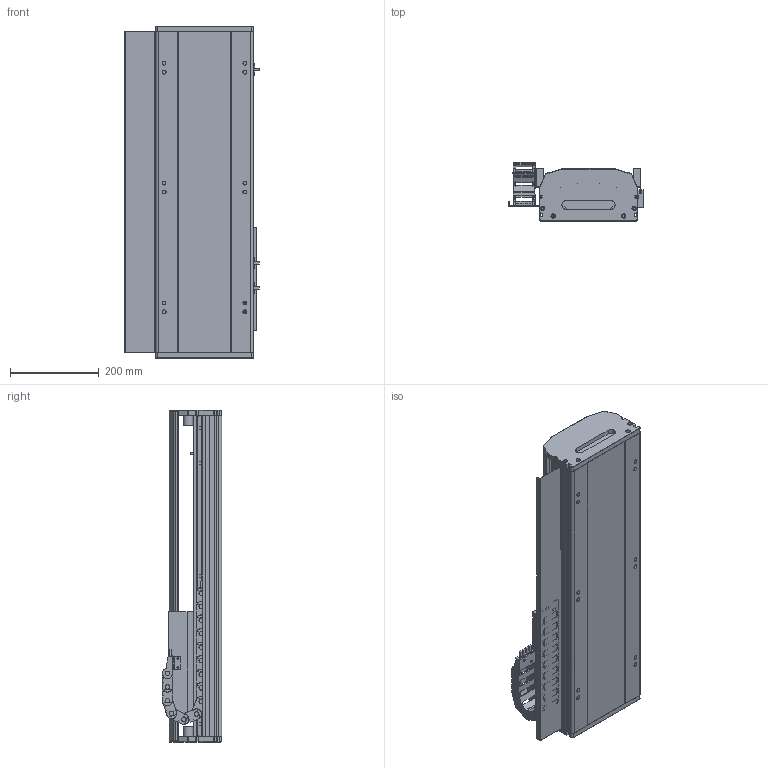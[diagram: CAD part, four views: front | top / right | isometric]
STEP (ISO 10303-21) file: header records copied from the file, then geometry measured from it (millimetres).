
FILE_DESCRIPTION (( 'STEP AP214' ), '1' );
FILE_NAME ('WLO22-C1-392.STEP', '2018-08-29T06:06:45', ( '' ), ( '' ), 'SwSTEP 2.0', 'SolidWorks 2016', '' );
FILE_SCHEMA (( 'AUTOMOTIVE_DESIGN' ));
Length unit declared in the file: millimetre
Products named in the file (20): ELO22-C1-02杸遙; B15_038_038-1; WLO22-C1-392; ELO22-C1-05; B15_038_038-2; B15_038_038-3; B15_038_038-8; ELO22-C1-07; B15_038_038-6; ELO22_迍蟈嘐隅啣-2; B15_038_038-5; ELO22_迍蟈痄雄啣; ELO22-C1-01; B15_038_038; B15_038_038-4; ELO22_傷裔; B15_038_038-7; 埴翐滅袉輸-22X23-M5; ELO22_癹弇結え; ELO22-C1-賑輸淕极
Assembly tree (36 placements, depth 3):
  WLO22-C1-392
    ELO22-C1-01
    ELO22_傷裔  x2
    ELO22-C1-02杸遙  x2
    ELO22-C1-賑輸淕极
    ELO22-C1-05  x3
    ELO22_迍蟈嘐隅啣-2
    ELO22_迍蟈痄雄啣
    ELO22_癹弇結え
    ELO22-C1-07  x3
    埴翐滅袉輸-22X23-M5  x4
    B15_038_038
      B15_038_038-1  x8
      B15_038_038-2  x2
      B15_038_038-3
      B15_038_038-4
      B15_038_038-5
      B15_038_038-6
      B15_038_038-7
      B15_038_038-8
Bounding box: 303.7 x 133.5 x 748 mm (x, y, z)
Volume: 9300230.8 mm3; surface area: 1711434.1 mm2
Topology: 33 solids, 42 shells, 2449 faces, 6824 edges, 4462 vertices
Faces by surface type: plane 1592, cylinder 713, cone 118, torus 24, bspline 2
Entity records: 46461 total; most frequent: CARTESIAN_POINT 8478, DIRECTION 7147, ORIENTED_EDGE 7106, EDGE_CURVE 3575, VECTOR 2617, LINE 2617, VERTEX_POINT 2348, AXIS2_PLACEMENT_3D 2265
